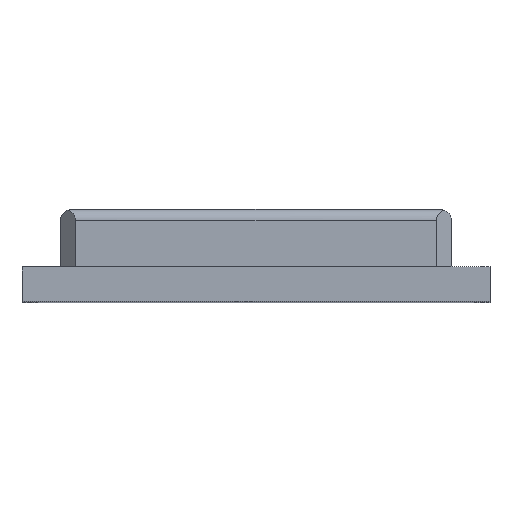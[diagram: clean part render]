
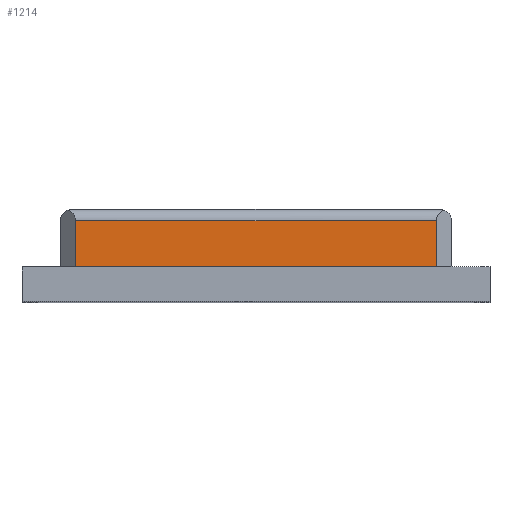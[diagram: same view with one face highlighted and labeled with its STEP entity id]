
A CAD part, top view. The second image highlights one B-rep face of the part: STEP entity #1214.
In plain terms, the highlighted planar face has unit normal (0, 0, 1).
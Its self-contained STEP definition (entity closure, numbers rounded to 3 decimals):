
#50 = ORIENTED_EDGE ( 'NONE', *, *, #288, .T. ) ;
#288 = EDGE_CURVE ( 'NONE', #448, #3341, #1319, .T. ) ;
#319 = CARTESIAN_POINT ( 'NONE',  ( 10.8, 2.1, -1.32 ) ) ;
#329 = ORIENTED_EDGE ( 'NONE', *, *, #935, .T. ) ;
#396 = CARTESIAN_POINT ( 'NONE',  ( 1., 0.9, -1.32 ) ) ;
#448 = VERTEX_POINT ( 'NONE', #319 ) ;
#728 = EDGE_LOOP ( 'NONE', ( #1253, #329, #50, #1481 ) ) ;
#759 = LINE ( 'NONE', #990, #1114 ) ;
#816 = VECTOR ( 'NONE', #1680, 1000. ) ;
#846 = VECTOR ( 'NONE', #983, 1000. ) ;
#855 = PLANE ( 'NONE',  #1108 ) ;
#935 = EDGE_CURVE ( 'NONE', #2642, #448, #3650, .T. ) ;
#983 = DIRECTION ( 'NONE',  ( 1., 0., 0. ) ) ;
#990 = CARTESIAN_POINT ( 'NONE',  ( 1.4, 2.4, -1.32 ) ) ;
#1037 = CARTESIAN_POINT ( 'NONE',  ( 1., 2.1, -1.32 ) ) ;
#1108 = AXIS2_PLACEMENT_3D ( 'NONE', #3413, #3154, #1498 ) ;
#1114 = VECTOR ( 'NONE', #3573, 1000. ) ;
#1214 = ADVANCED_FACE ( 'NONE', ( #2283 ), #855, .F. ) ;
#1253 = ORIENTED_EDGE ( 'NONE', *, *, #3246, .T. ) ;
#1319 = LINE ( 'NONE', #1037, #1755 ) ;
#1481 = ORIENTED_EDGE ( 'NONE', *, *, #2490, .T. ) ;
#1498 = DIRECTION ( 'NONE',  ( -1., 0., 0. ) ) ;
#1677 = CARTESIAN_POINT ( 'NONE',  ( 10.8, 0.9, -1.32 ) ) ;
#1680 = DIRECTION ( 'NONE',  ( 0., 1., 0. ) ) ;
#1755 = VECTOR ( 'NONE', #2174, 1000. ) ;
#2174 = DIRECTION ( 'NONE',  ( -1., 0., 0. ) ) ;
#2283 = FACE_OUTER_BOUND ( 'NONE', #728, .T. ) ;
#2402 = LINE ( 'NONE', #396, #846 ) ;
#2490 = EDGE_CURVE ( 'NONE', #3341, #3514, #759, .T. ) ;
#2506 = CARTESIAN_POINT ( 'NONE',  ( 1.4, 0.9, -1.32 ) ) ;
#2642 = VERTEX_POINT ( 'NONE', #1677 ) ;
#3044 = CARTESIAN_POINT ( 'NONE',  ( 1.4, 2.1, -1.32 ) ) ;
#3090 = CARTESIAN_POINT ( 'NONE',  ( 10.8, 2.4, -1.32 ) ) ;
#3154 = DIRECTION ( 'NONE',  ( 0., 0., -1. ) ) ;
#3246 = EDGE_CURVE ( 'NONE', #3514, #2642, #2402, .T. ) ;
#3341 = VERTEX_POINT ( 'NONE', #3044 ) ;
#3413 = CARTESIAN_POINT ( 'NONE',  ( 1., 2.4, -1.32 ) ) ;
#3514 = VERTEX_POINT ( 'NONE', #2506 ) ;
#3573 = DIRECTION ( 'NONE',  ( 0., -1., 0. ) ) ;
#3650 = LINE ( 'NONE', #3090, #816 ) ;
